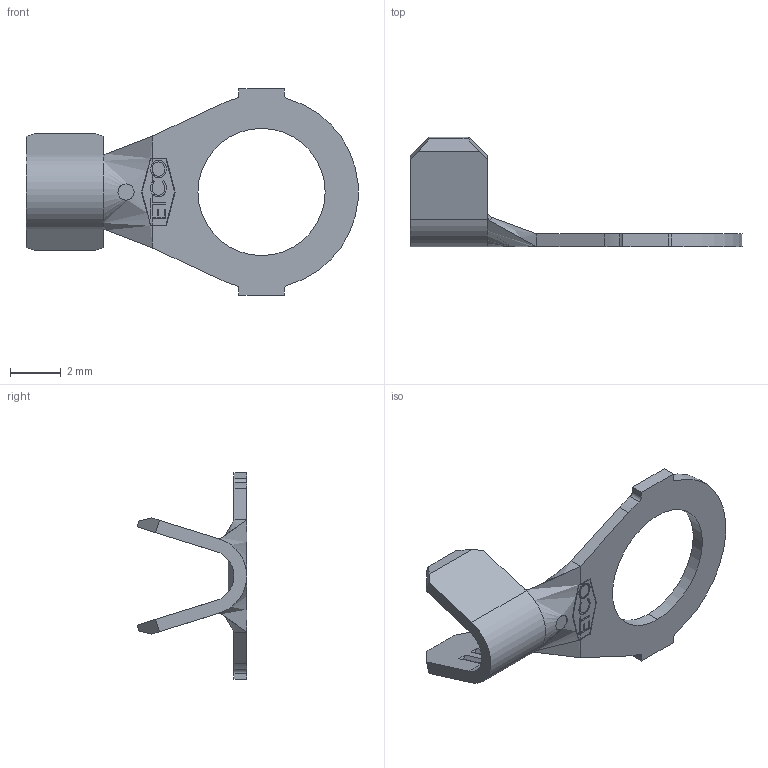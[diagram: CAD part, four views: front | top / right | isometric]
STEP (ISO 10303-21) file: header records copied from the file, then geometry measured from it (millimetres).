
FILE_DESCRIPTION (( 'STEP AP203' ), '1' );
FILE_NAME ('01239.STEP', '2015-02-06T16:05:00', ( '' ), ( '' ), 'SwSTEP 2.0', 'SolidWorks 2014', '' );
FILE_SCHEMA (( 'CONFIG_CONTROL_DESIGN' ));
Length unit declared in the file: inch
Products named in the file (1): 01239
Bounding box: 13.07 x 4.32 x 8.13 mm (x, y, z)
Volume: 33 mm3; surface area: 167.3 mm2
Topology: 1 solids, 1 shells, 144 faces, 385 edges, 246 vertices
Faces by surface type: plane 93, bspline 26, cylinder 19, cone 6
Entity records: 5790 total; most frequent: CARTESIAN_POINT 2340, ORIENTED_EDGE 770, DIRECTION 579, EDGE_CURVE 385, VECTOR 269, LINE 269, VERTEX_POINT 246, AXIS2_PLACEMENT_3D 155
